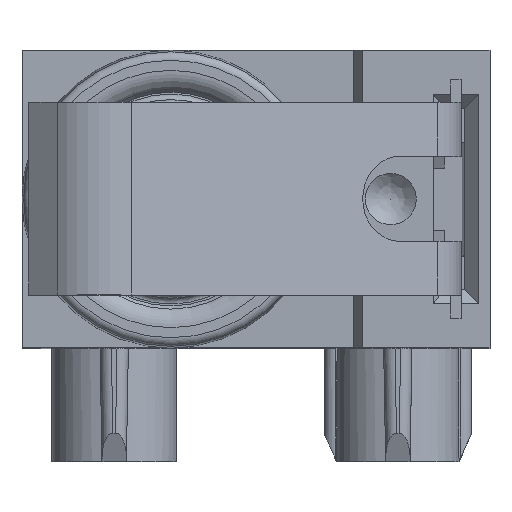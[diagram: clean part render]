
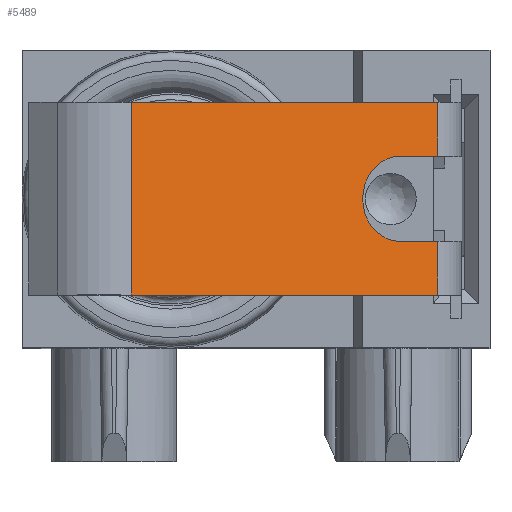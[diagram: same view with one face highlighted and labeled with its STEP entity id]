
A CAD part, top view. The second image highlights one B-rep face of the part: STEP entity #5489.
In plain terms, the highlighted planar face has unit normal (0.478, 0, 0.878).
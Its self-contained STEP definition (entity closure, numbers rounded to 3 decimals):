
#291=PLANE('',#5959);
#587=FACE_OUTER_BOUND('',#914,.T.);
#914=EDGE_LOOP('',(#5026,#5027,#5028,#5029,#5030,#5031,#5032,#5033));
#1513=LINE('',#9039,#2135);
#1520=LINE('',#9062,#2142);
#1521=LINE('',#9065,#2143);
#1522=LINE('',#9067,#2144);
#1523=LINE('',#9069,#2145);
#1524=LINE('',#9071,#2146);
#1525=LINE('',#9072,#2147);
#2135=VECTOR('',#7394,10.);
#2142=VECTOR('',#7417,10.);
#2143=VECTOR('',#7420,10.);
#2144=VECTOR('',#7421,10.);
#2145=VECTOR('',#7422,10.);
#2146=VECTOR('',#7423,10.);
#2147=VECTOR('',#7424,10.);
#2302=CIRCLE('',#5955,0.75);
#2788=VERTEX_POINT('',#9036);
#2789=VERTEX_POINT('',#9038);
#2793=VERTEX_POINT('',#9049);
#2797=VERTEX_POINT('',#9060);
#2798=VERTEX_POINT('',#9064);
#2799=VERTEX_POINT('',#9066);
#2800=VERTEX_POINT('',#9068);
#2801=VERTEX_POINT('',#9070);
#3540=EDGE_CURVE('',#2789,#2788,#1513,.T.);
#3547=EDGE_CURVE('',#2788,#2793,#2302,.T.);
#3553=EDGE_CURVE('',#2793,#2797,#1520,.T.);
#3554=EDGE_CURVE('',#2798,#2797,#1521,.T.);
#3555=EDGE_CURVE('',#2799,#2798,#1522,.T.);
#3556=EDGE_CURVE('',#2800,#2799,#1523,.T.);
#3557=EDGE_CURVE('',#2801,#2800,#1524,.T.);
#3558=EDGE_CURVE('',#2789,#2801,#1525,.T.);
#5026=ORIENTED_EDGE('',*,*,#3540,.T.);
#5027=ORIENTED_EDGE('',*,*,#3547,.T.);
#5028=ORIENTED_EDGE('',*,*,#3553,.T.);
#5029=ORIENTED_EDGE('',*,*,#3554,.F.);
#5030=ORIENTED_EDGE('',*,*,#3555,.F.);
#5031=ORIENTED_EDGE('',*,*,#3556,.F.);
#5032=ORIENTED_EDGE('',*,*,#3557,.F.);
#5033=ORIENTED_EDGE('',*,*,#3558,.F.);
#5489=ADVANCED_FACE('',(#587),#291,.T.);
#5955=AXIS2_PLACEMENT_3D('',#9051,#7406,#7407);
#5959=AXIS2_PLACEMENT_3D('',#9063,#7418,#7419);
#7394=DIRECTION('',(-0.878,0.,0.478));
#7406=DIRECTION('center_axis',(-0.478,0.,-0.878));
#7407=DIRECTION('ref_axis',(0.,1.,0.));
#7417=DIRECTION('',(0.878,0.,-0.478));
#7418=DIRECTION('center_axis',(0.478,0.,0.878));
#7419=DIRECTION('ref_axis',(-0.878,0.,0.478));
#7420=DIRECTION('',(0.,-1.,0.));
#7421=DIRECTION('',(0.878,0.,-0.478));
#7422=DIRECTION('',(0.,1.,0.));
#7423=DIRECTION('',(-0.878,0.,0.478));
#7424=DIRECTION('',(0.,-1.,0.));
#9036=CARTESIAN_POINT('',(2.54,-0.75,9.49));
#9038=CARTESIAN_POINT('',(3.204,-0.75,9.129));
#9039=CARTESIAN_POINT('',(4.458,-0.75,8.445));
#9049=CARTESIAN_POINT('',(2.54,0.75,9.49));
#9051=CARTESIAN_POINT('Origin',(2.54,0.,
9.49));
#9060=CARTESIAN_POINT('',(3.204,0.75,9.129));
#9062=CARTESIAN_POINT('',(2.872,0.75,9.309));
#9063=CARTESIAN_POINT('Origin',(3.204,0.,9.129));
#9064=CARTESIAN_POINT('',(3.204,1.7,9.129));
#9065=CARTESIAN_POINT('',(3.204,0.,9.129));
#9066=CARTESIAN_POINT('',(-2.2,1.7,12.072));
#9067=CARTESIAN_POINT('',(3.204,1.7,9.129));
#9068=CARTESIAN_POINT('',(-2.2,-1.7,12.072));
#9069=CARTESIAN_POINT('',(-2.2,0.,12.072));
#9070=CARTESIAN_POINT('',(3.204,-1.7,9.129));
#9071=CARTESIAN_POINT('',(3.204,-1.7,9.129));
#9072=CARTESIAN_POINT('',(3.204,0.,9.129));
